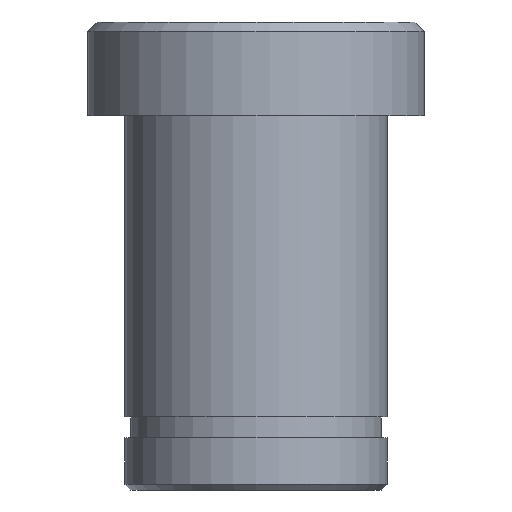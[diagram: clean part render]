
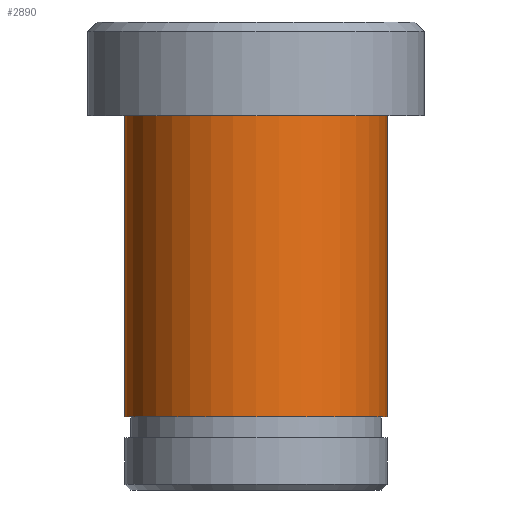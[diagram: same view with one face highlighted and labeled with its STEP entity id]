
A CAD part, front view. The second image highlights one B-rep face of the part: STEP entity #2890.
In plain terms, the highlighted cylindrical face has radius 7 mm (diameter 14 mm), a partial arc.
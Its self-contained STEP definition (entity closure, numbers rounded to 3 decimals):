
#840=CARTESIAN_POINT('',(0.,0.,20.));
#850=DIRECTION('',(0.,0.,1.));
#860=DIRECTION('',(1.,0.,0.));
#870=AXIS2_PLACEMENT_3D('',#840,#850,#860);
#880=CIRCLE('',#870,7.);
#890=CARTESIAN_POINT('',(7.,0.,20.));
#900=VERTEX_POINT('745731-1237373297-15c55b27c6-0 13600',#890);
#910=CARTESIAN_POINT('',(-7.,0.,20.));
#920=VERTEX_POINT('',#910);
#950=EDGE_CURVE('745731-1237373297-15c55b27c6-0 13598',#920,#900,#880,
.T.);
#1820=CARTESIAN_POINT('',(0.,0.,3.9));
#1830=DIRECTION('',(0.,0.,1.));
#1840=DIRECTION('',(1.,0.,0.));
#1850=AXIS2_PLACEMENT_3D('',#1820,#1830,#1840);
#1860=CIRCLE('',#1850,7.);
#1870=CARTESIAN_POINT('',(7.,0.,3.9));
#1880=VERTEX_POINT('745731-1237373297-15c55b27c6-0 266450',#1870);
#1890=CARTESIAN_POINT('',(-7.,0.,3.9));
#1900=VERTEX_POINT('',#1890);
#1930=EDGE_CURVE('745731-1237373297-15c55b27c6-0 266451',#1900,#1880,
#1860,.T.);
#2680=CARTESIAN_POINT('',(0.,0.,0.));
#2690=DIRECTION('',(0.,0.,1.));
#2700=DIRECTION('',(1.,0.,0.));
#2710=AXIS2_PLACEMENT_3D('',#2680,#2690,#2700);
#2720=CYLINDRICAL_SURFACE('',#2710,7.);
#2730=CARTESIAN_POINT('',(-7.,0.,0.));
#2740=DIRECTION('',(0.,0.,1.));
#2750=VECTOR('',#2740,1.);
#2760=LINE('',#2730,#2750);
#2770=EDGE_CURVE('',#1900,#920,#2760,.T.);
#2780=ORIENTED_EDGE('',*,*,#2770,.F.);
#2790=ORIENTED_EDGE('',*,*,#950,.F.);
#2800=CARTESIAN_POINT('',(7.,0.,0.));
#2810=DIRECTION('',(0.,0.,1.));
#2820=VECTOR('',#2810,1.);
#2830=LINE('',#2800,#2820);
#2840=EDGE_CURVE('',#1880,#900,#2830,.T.);
#2850=ORIENTED_EDGE('',*,*,#2840,.T.);
#2860=ORIENTED_EDGE('',*,*,#1930,.T.);
#2870=EDGE_LOOP('',(#2860,#2850,#2790,#2780));
#2880=FACE_OUTER_BOUND('',#2870,.T.);
#2890=ADVANCED_FACE('745731-1237373297-15c55b27c6-0 266769',(#2880),
#2720,.T.);
